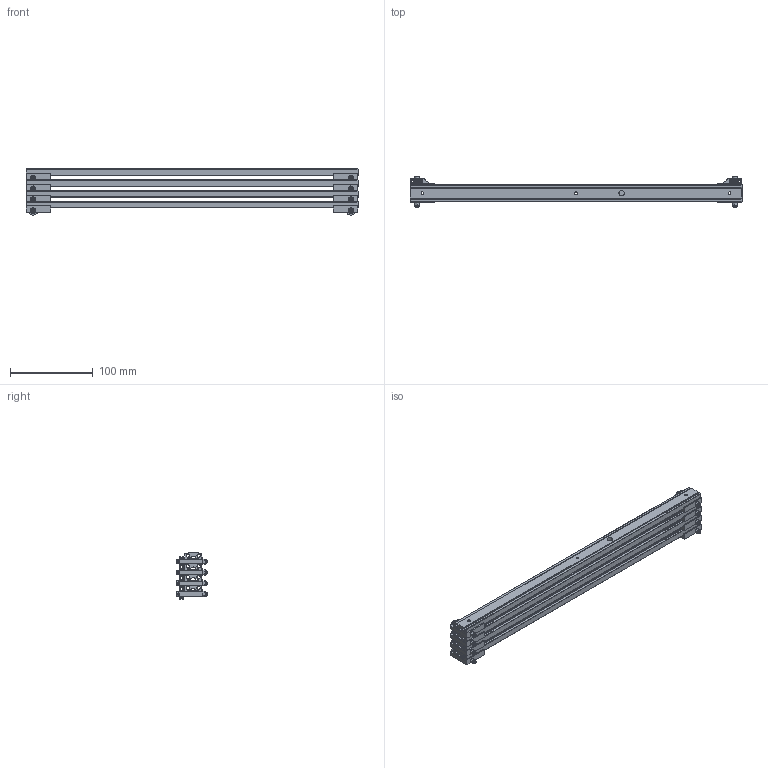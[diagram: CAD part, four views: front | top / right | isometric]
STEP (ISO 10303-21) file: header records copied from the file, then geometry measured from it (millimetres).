
FILE_DESCRIPTION(/* description */ (''),/* implementation_level */ '2;1');
FILE_NAME(/* name */ '4 stage stack sar240.step',/* time_stamp */ '2024-09-27T13:30:46+10:00',/* author */ (''),/* organization */ (''),/* preprocessor_version */ 'ST-DEVELOPER v20',/* originating_system */ 'Autodesk Translation Framework v13.20.0.188',/* authorisation */ '');
FILE_SCHEMA (('AUTOMOTIVE_DESIGN { 1 0 10303 214 3 1 1 }'));
Length unit declared in the file: millimetre
Products named in the file (26): 4 stage stack sar240; 1 stage <3>; 3x12x4mm V Bearing <1>; SAR2XX <1>; 3x12x4mm V Bearing <2>; 1 stage <2>; SAR2XX <1> (1); 3x12x4mm V Bearing <2> (1); 3x12x4mm V Bearing <1> (1); 1 stage <1>; SAR2XX <1> (2); 3x12x4mm V Bearing <2> (2); 3x12x4mm V Bearing <1> (2); 1 stage <3>_1; Part 2; Part 1; 3x12x4mm V Bearing <1>_1; SAR2XX <1>_1; inslide; outslide; 3x12x4mm V Bearing <2>_1; Inner Race; Outer Race; Hex socket head cap screw M3x0.50 x 35 x 18; REV-41-1361 Simple v1; Chamfered plain washer normal M3
Assembly tree (80 placements, depth 4):
  4 stage stack sar240
    1 stage <3>
      Part 2
      Hex socket head cap screw M3x0.50 x 35 x 18  x2
      Part 1
      REV-41-1361 Simple v1  x2
      Chamfered plain washer normal M3  x4
      3x12x4mm V Bearing <1>
        Outer Race
        Inner Race
      SAR2XX <1>
        inslide
        outslide
      3x12x4mm V Bearing <2>
        Inner Race
        Outer Race
    1 stage <2>
      SAR2XX <1> (1)
        inslide
        outslide
      3x12x4mm V Bearing <2> (1)
        Inner Race
        Outer Race
      3x12x4mm V Bearing <1> (1)
        Outer Race
        Inner Race
      REV-41-1361 Simple v1  x2
      Chamfered plain washer normal M3  x4
      Part 2
      Hex socket head cap screw M3x0.50 x 35 x 18  x2
      Part 1
    1 stage <1>
      SAR2XX <1> (2)
        inslide
        outslide
      3x12x4mm V Bearing <2> (2)
        Outer Race
        Inner Race
      3x12x4mm V Bearing <1> (2)
        Outer Race
        Inner Race
      Chamfered plain washer normal M3  x4
      Hex socket head cap screw M3x0.50 x 35 x 18  x2
      REV-41-1361 Simple v1  x2
      Part 2
      Part 1
    1 stage <3>_1
      Part 2
      Hex socket head cap screw M3x0.50 x 35 x 18  x2
      Part 1
      REV-41-1361 Simple v1  x2
      Chamfered plain washer normal M3  x4
      3x12x4mm V Bearing <1>_1
        Outer Race
        Inner Race
      SAR2XX <1>_1
        inslide
        outslide
      3x12x4mm V Bearing <2>_1
        Inner Race
Bounding box: 400 x 38 x 55.49 mm (x, y, z)
Volume: 208393.7 mm3; surface area: 209467.6 mm2
Topology: 64 solids, 72 shells, 1128 faces, 2640 edges, 1692 vertices
Faces by surface type: plane 524, cylinder 360, cone 164, torus 80
Full cylindrical faces by diameter (mm): 3 x40, 3.2 x16, 3.3 x12, 3.352 x8, 4 x8, 4.35 x32, 5.5 x8, 6 x16, 6.5 x4, 6.65 x16, 7.25 x16, 8 x16, 9.6 x8, 12 x16
Entity records: 6956 total; most frequent: CARTESIAN_POINT 1296, DIRECTION 1203, ORIENTED_EDGE 942, AXIS2_PLACEMENT_3D 475, EDGE_CURVE 471, VERTEX_POINT 307, LINE 253, VECTOR 253
